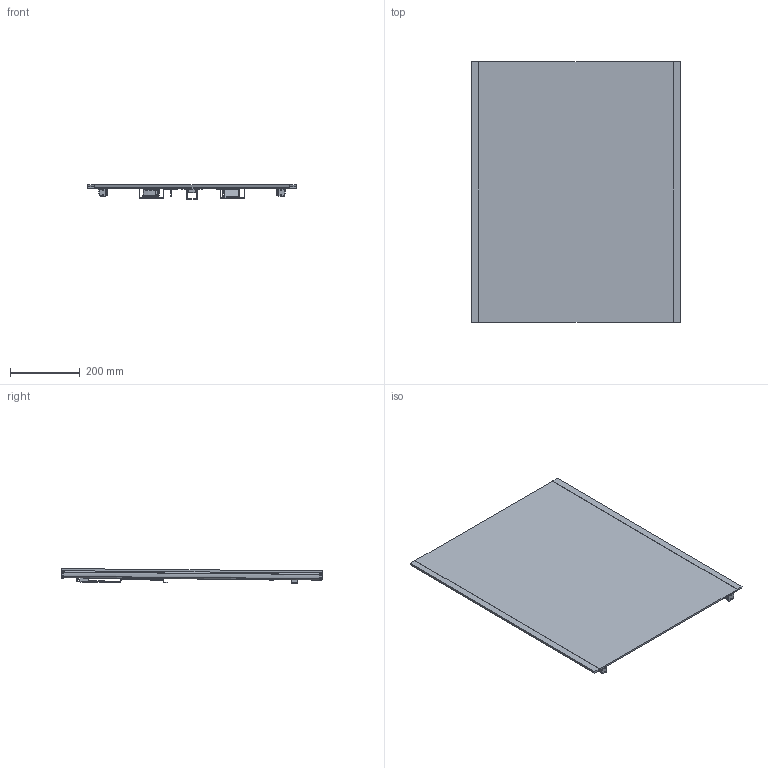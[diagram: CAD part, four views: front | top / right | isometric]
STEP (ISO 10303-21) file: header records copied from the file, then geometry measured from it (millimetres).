
FILE_DESCRIPTION((''),'2;1');
FILE_NAME('3443458119_ASM','2021-07-02T',('Administrator'),(''),'PRO/ENGINEER BY PARAMETRIC TECHNOLOGY CORPORATION, 2010280','PRO/ENGINEER BY PARAMETRIC TECHNOLOGY CORPORATION, 2010280','');
FILE_SCHEMA(('CONFIG_CONTROL_DESIGN'));
Length unit declared in the file: millimetre
Products named in the file (21): 366-1119-01; 366-1119-05; 0530-01; 0530-02; 0530-03; 0530-05; 0530-03-01; 0530-06; 0530-08; 0530-07; 0530-09; 0530-10; 0530-11; 0530-14; 0530-15; 0530-16; 0530-17; 0530-18; 366-1119-18; 366-1119-19; 3443458119_ASM
Assembly tree (40 placements, depth 2):
  3443458119_ASM
    366-1119-01
    366-1119-05  x2
    0530-01
    0530-02
    0530-03
    0530-05
    0530-03-01
    0530-06
    0530-08  x4
    0530-07  x2
    0530-09  x2
    0530-10  x8
    0530-11  x2
    0530-14  x2
    0530-15  x2
    0530-16  x2
    0530-17  x2
    0530-18  x2
    366-1119-18
    366-1119-19  x2
Bounding box: 600 x 750.02 x 42.43 mm (x, y, z)
Volume: 2598790.4 mm3; surface area: 1338516.3 mm2
Topology: 40 solids, 40 shells, 1988 faces, 5150 edges, 3392 vertices
Faces by surface type: plane 1214, cylinder 614, bspline 104, cone 40, torus 16
Entity records: 37770 total; most frequent: CARTESIAN_POINT 11815, ORIENTED_EDGE 5344, DIRECTION 5161, EDGE_CURVE 2672, VECTOR 1947, LINE 1947, VERTEX_POINT 1765, AXIS2_PLACEMENT_3D 1607
